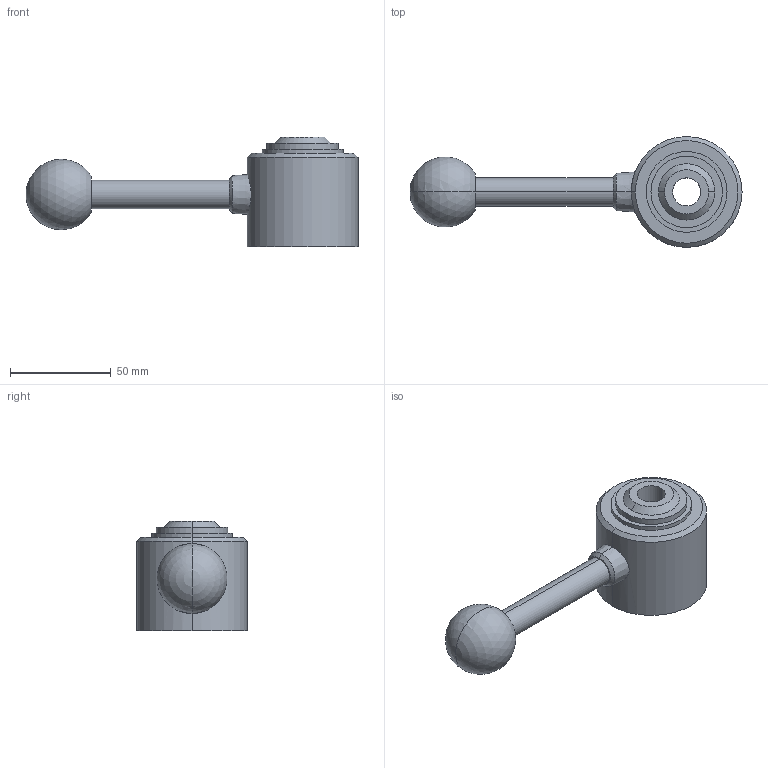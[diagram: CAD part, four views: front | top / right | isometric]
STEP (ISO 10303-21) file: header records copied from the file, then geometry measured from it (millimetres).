
FILE_DESCRIPTION(('STEP AP214'),'1');
FILE_NAME('HALDERN_EH_23260_0012.stp','2020-01-24T06:33:39',('TraceParts'),('TraceParts S.A.'),'Spatial InterOp 3D',' ',' ');
FILE_SCHEMA(('AUTOMOTIVE_DESIGN { 1 0 10303 214 1 1 1 1 }'));
Length unit declared in the file: millimetre
Products named in the file (1): HALDERN_EH_23260_0012_1
Bounding box: 165 x 55 x 54.5 mm (x, y, z)
Volume: 138887.2 mm3; surface area: 31075.2 mm2
Topology: 2 solids, 2 shells, 62 faces, 128 edges, 78 vertices
Faces by surface type: cylinder 26, cone 20, plane 14, sphere 2
Entity records: 2243 total; most frequent: CARTESIAN_POINT 335, DIRECTION 327, ORIENTED_EDGE 252, AXIS2_PLACEMENT_3D 140, EDGE_CURVE 126, VERTEX_POINT 78, EDGE_LOOP 76, CIRCLE 76
